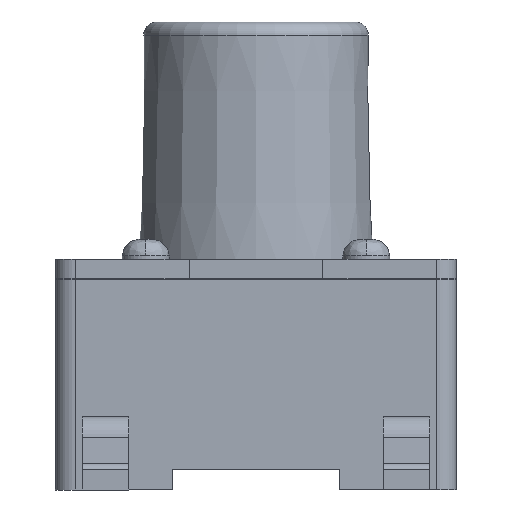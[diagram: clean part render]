
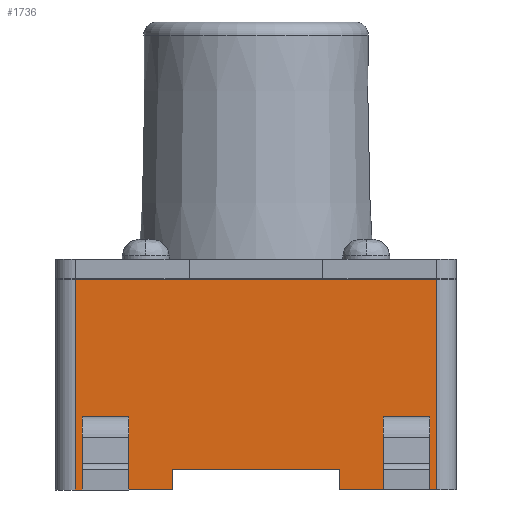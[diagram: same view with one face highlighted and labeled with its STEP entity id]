
A CAD part, left-side view. The second image highlights one B-rep face of the part: STEP entity #1736.
In plain terms, the highlighted planar face has unit normal (-1, 0, 0).
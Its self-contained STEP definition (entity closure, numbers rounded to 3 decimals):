
#148 = EDGE_CURVE('',#149,#151,#153,.T.);
#149 = VERTEX_POINT('',#150);
#150 = CARTESIAN_POINT('',(-3.,-1.25,0.));
#151 = VERTEX_POINT('',#152);
#152 = CARTESIAN_POINT('',(-3.,-2.7,0.));
#153 = LINE('',#154,#155);
#154 = CARTESIAN_POINT('',(-3.,-1.25,0.));
#155 = VECTOR('',#156,1.);
#156 = DIRECTION('',(0.,-1.,0.));
#216 = VERTEX_POINT('',#217);
#217 = CARTESIAN_POINT('',(-3.,1.25,0.));
#223 = EDGE_CURVE('',#224,#216,#226,.T.);
#224 = VERTEX_POINT('',#225);
#225 = CARTESIAN_POINT('',(-3.,2.7,0.));
#226 = LINE('',#227,#228);
#227 = CARTESIAN_POINT('',(-3.,2.7,0.));
#228 = VECTOR('',#229,1.);
#229 = DIRECTION('',(0.,-1.,0.));
#1247 = EDGE_CURVE('',#1248,#224,#1250,.T.);
#1248 = VERTEX_POINT('',#1249);
#1249 = CARTESIAN_POINT('',(-3.,2.7,3.15));
#1250 = LINE('',#1251,#1252);
#1251 = CARTESIAN_POINT('',(-3.,2.7,3.15));
#1252 = VECTOR('',#1253,1.);
#1253 = DIRECTION('',(0.,0.,-1.));
#1698 = EDGE_CURVE('',#1699,#1701,#1703,.T.);
#1699 = VERTEX_POINT('',#1700);
#1700 = CARTESIAN_POINT('',(-3.,2.6,1.1));
#1701 = VERTEX_POINT('',#1702);
#1702 = CARTESIAN_POINT('',(-3.,1.9,1.1));
#1703 = LINE('',#1704,#1705);
#1704 = CARTESIAN_POINT('',(-3.,2.6,1.1));
#1705 = VECTOR('',#1706,1.);
#1706 = DIRECTION('',(0.,-1.,0.));
#1736 = ADVANCED_FACE('',(#1737,#1778,#1803),#1837,.T.);
#1737 = FACE_BOUND('',#1738,.T.);
#1738 = EDGE_LOOP('',(#1739,#1740,#1741,#1749,#1757,#1763,#1764,#1772));
#1739 = ORIENTED_EDGE('',*,*,#1247,.T.);
#1740 = ORIENTED_EDGE('',*,*,#223,.T.);
#1741 = ORIENTED_EDGE('',*,*,#1742,.T.);
#1742 = EDGE_CURVE('',#216,#1743,#1745,.T.);
#1743 = VERTEX_POINT('',#1744);
#1744 = CARTESIAN_POINT('',(-3.,1.25,0.3));
#1745 = LINE('',#1746,#1747);
#1746 = CARTESIAN_POINT('',(-3.,1.25,0.));
#1747 = VECTOR('',#1748,1.);
#1748 = DIRECTION('',(0.,0.,1.));
#1749 = ORIENTED_EDGE('',*,*,#1750,.T.);
#1750 = EDGE_CURVE('',#1743,#1751,#1753,.T.);
#1751 = VERTEX_POINT('',#1752);
#1752 = CARTESIAN_POINT('',(-3.,-1.25,0.3));
#1753 = LINE('',#1754,#1755);
#1754 = CARTESIAN_POINT('',(-3.,1.25,0.3));
#1755 = VECTOR('',#1756,1.);
#1756 = DIRECTION('',(0.,-1.,0.));
#1757 = ORIENTED_EDGE('',*,*,#1758,.F.);
#1758 = EDGE_CURVE('',#149,#1751,#1759,.T.);
#1759 = LINE('',#1760,#1761);
#1760 = CARTESIAN_POINT('',(-3.,-1.25,0.));
#1761 = VECTOR('',#1762,1.);
#1762 = DIRECTION('',(0.,0.,1.));
#1763 = ORIENTED_EDGE('',*,*,#148,.T.);
#1764 = ORIENTED_EDGE('',*,*,#1765,.F.);
#1765 = EDGE_CURVE('',#1766,#151,#1768,.T.);
#1766 = VERTEX_POINT('',#1767);
#1767 = CARTESIAN_POINT('',(-3.,-2.7,3.15));
#1768 = LINE('',#1769,#1770);
#1769 = CARTESIAN_POINT('',(-3.,-2.7,3.15));
#1770 = VECTOR('',#1771,1.);
#1771 = DIRECTION('',(0.,0.,-1.));
#1772 = ORIENTED_EDGE('',*,*,#1773,.T.);
#1773 = EDGE_CURVE('',#1766,#1248,#1774,.T.);
#1774 = LINE('',#1775,#1776);
#1775 = CARTESIAN_POINT('',(-3.,-2.7,3.15));
#1776 = VECTOR('',#1777,1.);
#1777 = DIRECTION('',(0.,1.,0.));
#1778 = FACE_BOUND('',#1779,.T.);
#1779 = EDGE_LOOP('',(#1780,#1788,#1789,#1797));
#1780 = ORIENTED_EDGE('',*,*,#1781,.T.);
#1781 = EDGE_CURVE('',#1782,#1699,#1784,.T.);
#1782 = VERTEX_POINT('',#1783);
#1783 = CARTESIAN_POINT('',(-3.,2.6,0.8));
#1784 = LINE('',#1785,#1786);
#1785 = CARTESIAN_POINT('',(-3.,2.6,0.8));
#1786 = VECTOR('',#1787,1.);
#1787 = DIRECTION('',(0.,0.,1.));
#1788 = ORIENTED_EDGE('',*,*,#1698,.T.);
#1789 = ORIENTED_EDGE('',*,*,#1790,.F.);
#1790 = EDGE_CURVE('',#1791,#1701,#1793,.T.);
#1791 = VERTEX_POINT('',#1792);
#1792 = CARTESIAN_POINT('',(-3.,1.9,0.8));
#1793 = LINE('',#1794,#1795);
#1794 = CARTESIAN_POINT('',(-3.,1.9,0.8));
#1795 = VECTOR('',#1796,1.);
#1796 = DIRECTION('',(0.,0.,1.));
#1797 = ORIENTED_EDGE('',*,*,#1798,.F.);
#1798 = EDGE_CURVE('',#1782,#1791,#1799,.T.);
#1799 = LINE('',#1800,#1801);
#1800 = CARTESIAN_POINT('',(-3.,2.6,0.8));
#1801 = VECTOR('',#1802,1.);
#1802 = DIRECTION('',(0.,-1.,0.));
#1803 = FACE_BOUND('',#1804,.T.);
#1804 = EDGE_LOOP('',(#1805,#1815,#1823,#1831));
#1805 = ORIENTED_EDGE('',*,*,#1806,.F.);
#1806 = EDGE_CURVE('',#1807,#1809,#1811,.T.);
#1807 = VERTEX_POINT('',#1808);
#1808 = CARTESIAN_POINT('',(-3.,-2.6,0.8));
#1809 = VERTEX_POINT('',#1810);
#1810 = CARTESIAN_POINT('',(-3.,-2.6,1.1));
#1811 = LINE('',#1812,#1813);
#1812 = CARTESIAN_POINT('',(-3.,-2.6,0.8));
#1813 = VECTOR('',#1814,1.);
#1814 = DIRECTION('',(0.,0.,1.));
#1815 = ORIENTED_EDGE('',*,*,#1816,.F.);
#1816 = EDGE_CURVE('',#1817,#1807,#1819,.T.);
#1817 = VERTEX_POINT('',#1818);
#1818 = CARTESIAN_POINT('',(-3.,-1.9,0.8));
#1819 = LINE('',#1820,#1821);
#1820 = CARTESIAN_POINT('',(-3.,-1.9,0.8));
#1821 = VECTOR('',#1822,1.);
#1822 = DIRECTION('',(0.,-1.,0.));
#1823 = ORIENTED_EDGE('',*,*,#1824,.T.);
#1824 = EDGE_CURVE('',#1817,#1825,#1827,.T.);
#1825 = VERTEX_POINT('',#1826);
#1826 = CARTESIAN_POINT('',(-3.,-1.9,1.1));
#1827 = LINE('',#1828,#1829);
#1828 = CARTESIAN_POINT('',(-3.,-1.9,0.8));
#1829 = VECTOR('',#1830,1.);
#1830 = DIRECTION('',(0.,0.,1.));
#1831 = ORIENTED_EDGE('',*,*,#1832,.T.);
#1832 = EDGE_CURVE('',#1825,#1809,#1833,.T.);
#1833 = LINE('',#1834,#1835);
#1834 = CARTESIAN_POINT('',(-3.,-1.9,1.1));
#1835 = VECTOR('',#1836,1.);
#1836 = DIRECTION('',(0.,-1.,0.));
#1837 = PLANE('',#1838);
#1838 = AXIS2_PLACEMENT_3D('',#1839,#1840,#1841);
#1839 = CARTESIAN_POINT('',(-3.,3.,0.));
#1840 = DIRECTION('',(-1.,0.,0.));
#1841 = DIRECTION('',(0.,0.,1.));
